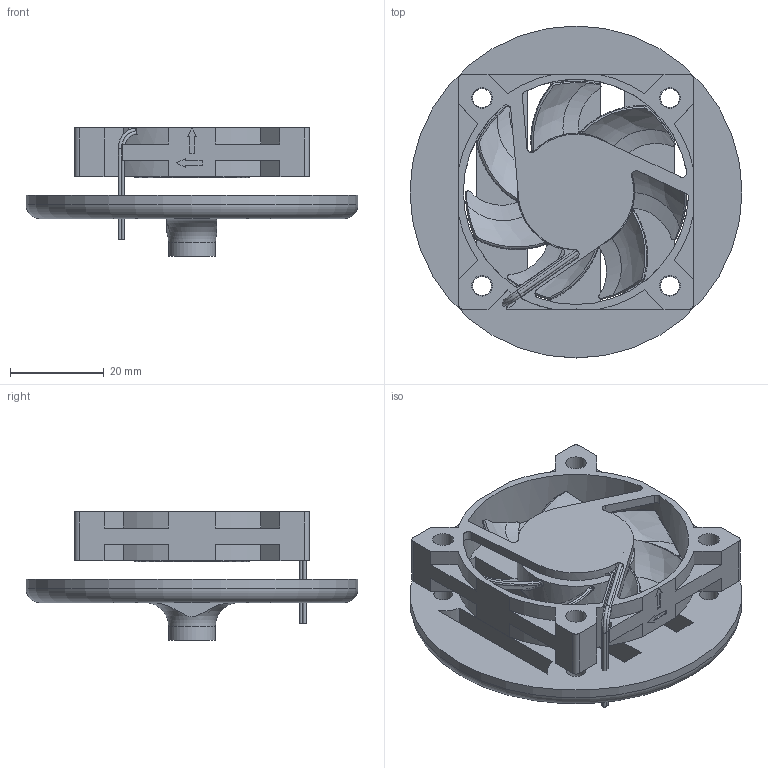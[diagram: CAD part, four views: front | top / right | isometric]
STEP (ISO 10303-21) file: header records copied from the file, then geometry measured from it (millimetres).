
FILE_DESCRIPTION(/* description */ (''),/* implementation_level */ '2;1');
FILE_NAME(/* name */ 'tripod-head.step',/* time_stamp */ '2019-11-11T02:33:38+01:00',/* author */ (''),/* organization */ (''),/* preprocessor_version */ 'ST-DEVELOPER v18',/* originating_system */ 'Autodesk Translation Framework v8.9.1.1155',/* authorisation */ '');
FILE_SCHEMA (('AUTOMOTIVE_DESIGN { 1 0 10303 214 3 1 1 }'));
Length unit declared in the file: millimetre
Products named in the file (2): Pied; axial fan 50x50x10
Assembly tree (1 placements, depth 2):
  Pied
    axial fan 50x50x10
Bounding box: 70.71 x 70.71 x 27.34 mm (x, y, z)
Volume: 26403.6 mm3; surface area: 20734.2 mm2
Topology: 5 solids, 5 shells, 328 faces, 867 edges, 546 vertices
Faces by surface type: bspline 177, plane 88, cylinder 57, torus 6
Full cylindrical faces by diameter (mm): 0.7 x6, 4 x4, 4.4 x4, 6.2 x1, 10 x1, 25 x1, 48 x1, 70.711 x1
Entity records: 26189 total; most frequent: CARTESIAN_POINT 18783, ORIENTED_EDGE 1734, DIRECTION 1260, EDGE_CURVE 867, VERTEX_POINT 546, AXIS2_PLACEMENT_3D 477, EDGE_LOOP 357, FACE_OUTER_BOUND 328
